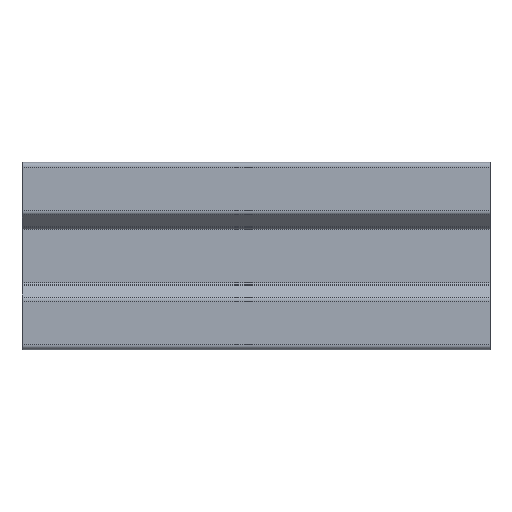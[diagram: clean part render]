
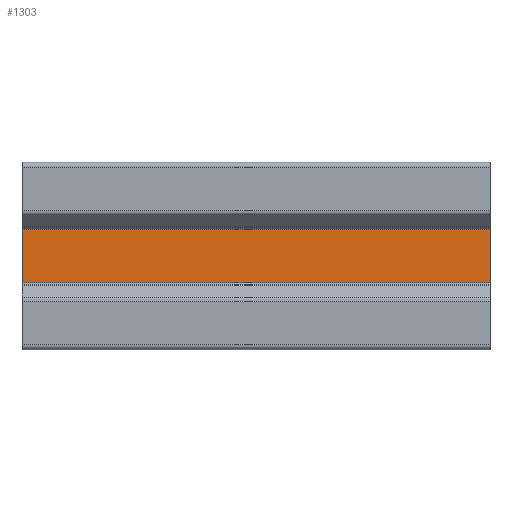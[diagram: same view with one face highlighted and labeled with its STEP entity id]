
A CAD part, front view. The second image highlights one B-rep face of the part: STEP entity #1303.
In plain terms, the highlighted planar face has unit normal (0, -1, 0).
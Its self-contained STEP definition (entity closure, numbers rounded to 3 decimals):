
#31=PLANE('',#1396);
#83=FACE_OUTER_BOUND('',#150,.T.);
#150=EDGE_LOOP('',(#952,#953,#954,#955));
#247=LINE('',#1969,#400);
#248=LINE('',#1972,#401);
#249=LINE('',#1974,#402);
#250=LINE('',#1975,#403);
#400=VECTOR('',#1587,10.);
#401=VECTOR('',#1590,10.);
#402=VECTOR('',#1591,10.);
#403=VECTOR('',#1592,10.);
#587=VERTEX_POINT('',#1965);
#588=VERTEX_POINT('',#1967);
#589=VERTEX_POINT('',#1971);
#590=VERTEX_POINT('',#1973);
#737=EDGE_CURVE('',#587,#588,#247,.T.);
#738=EDGE_CURVE('',#587,#589,#248,.T.);
#739=EDGE_CURVE('',#590,#588,#249,.T.);
#740=EDGE_CURVE('',#589,#590,#250,.T.);
#952=ORIENTED_EDGE('',*,*,#738,.F.);
#953=ORIENTED_EDGE('',*,*,#737,.T.);
#954=ORIENTED_EDGE('',*,*,#739,.F.);
#955=ORIENTED_EDGE('',*,*,#740,.F.);
#1303=ADVANCED_FACE('',(#83),#31,.T.);
#1396=AXIS2_PLACEMENT_3D('',#1970,#1588,#1589);
#1587=DIRECTION('',(1.,0.,0.));
#1588=DIRECTION('center_axis',(0.,-1.,0.));
#1589=DIRECTION('ref_axis',(0.,0.,-1.));
#1590=DIRECTION('',(0.,0.,1.));
#1591=DIRECTION('',(0.,0.,-1.));
#1592=DIRECTION('',(1.,0.,0.));
#1965=CARTESIAN_POINT('',(0.,-3.9,-2.839));
#1967=CARTESIAN_POINT('',(50.,-3.9,-2.839));
#1969=CARTESIAN_POINT('',(0.,-3.9,-2.839));
#1970=CARTESIAN_POINT('Origin',(0.,-3.9,2.839));
#1971=CARTESIAN_POINT('',(0.,-3.9,2.839));
#1972=CARTESIAN_POINT('',(0.,-3.9,-2.839));
#1973=CARTESIAN_POINT('',(50.,-3.9,2.839));
#1974=CARTESIAN_POINT('',(50.,-3.9,-2.839));
#1975=CARTESIAN_POINT('',(0.,-3.9,2.839));
